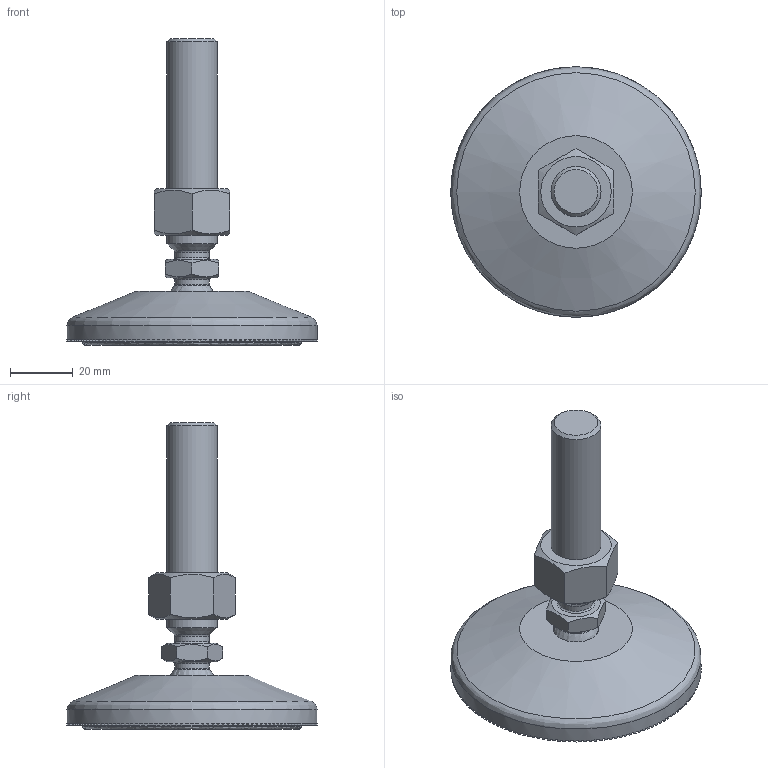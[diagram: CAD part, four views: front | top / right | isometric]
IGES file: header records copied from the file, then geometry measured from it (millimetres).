
Global section: file name: 408016.stp.ipt; native system: Autodesk Inventor 2014; preprocessor: unknown; author: zeman; date: 20151020.100002; units: millimetre
Bounding box: 80 x 80 x 98.01 mm (x, y, z)
Volume: 73060.6 mm3; surface area: 34966.5 mm2
Topology: 4 solids, 4 shells, 1072 faces, 2850 edges, 1793 vertices
Faces by surface type: plane 989, revolution 51, cylinder 22, cone 7, sphere 2, bspline 1
Full cylindrical faces by diameter (mm): 11 x2, 16 x2, 70 x1, 80 x1
